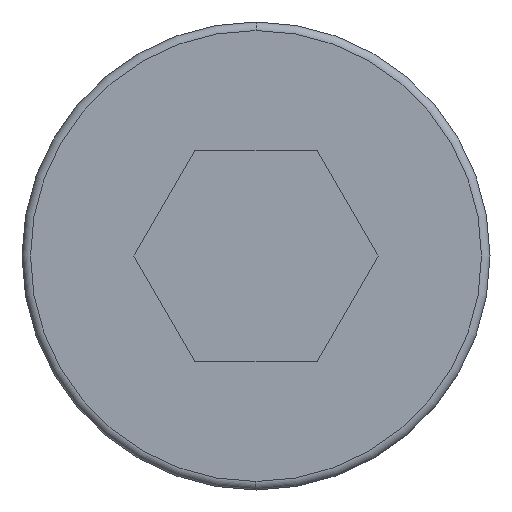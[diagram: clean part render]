
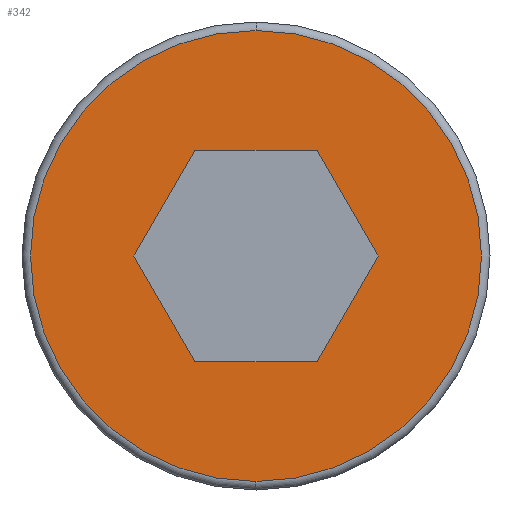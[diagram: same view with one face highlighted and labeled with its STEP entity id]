
A CAD part, left-side view. The second image highlights one B-rep face of the part: STEP entity #342.
In plain terms, the highlighted planar face has unit normal (-1, 0, 0).
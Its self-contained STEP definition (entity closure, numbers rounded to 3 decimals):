
#2 = EDGE_CURVE ( 'NONE', #273, #609, #41, .T. ) ;
#6 = CIRCLE ( 'NONE', #392, 2.65 ) ;
#9 = ORIENTED_EDGE ( 'NONE', *, *, #2, .F. ) ;
#24 = VECTOR ( 'NONE', #601, 1000. ) ;
#36 = CARTESIAN_POINT ( 'NONE',  ( 0., -0.718, -1.243 ) ) ;
#41 = LINE ( 'NONE', #364, #414 ) ;
#42 = ORIENTED_EDGE ( 'NONE', *, *, #101, .T. ) ;
#49 = CIRCLE ( 'NONE', #186, 2.65 ) ;
#52 = VERTEX_POINT ( 'NONE', #144 ) ;
#72 = CARTESIAN_POINT ( 'NONE',  ( 0., 0., 0. ) ) ;
#81 = CARTESIAN_POINT ( 'NONE',  ( 0., 0., 0. ) ) ;
#89 = LINE ( 'NONE', #374, #127 ) ;
#101 = EDGE_CURVE ( 'NONE', #501, #453, #49, .T. ) ;
#103 = CARTESIAN_POINT ( 'NONE',  ( 0., 0., 2.65 ) ) ;
#105 = CARTESIAN_POINT ( 'NONE',  ( 0., -0.718, 1.243 ) ) ;
#117 = VECTOR ( 'NONE', #343, 1000. ) ;
#127 = VECTOR ( 'NONE', #477, 1000. ) ;
#130 = VECTOR ( 'NONE', #223, 1000. ) ;
#132 = DIRECTION ( 'NONE',  ( -1., 0., 0. ) ) ;
#144 = CARTESIAN_POINT ( 'NONE',  ( 0., -0.718, -1.243 ) ) ;
#146 = VERTEX_POINT ( 'NONE', #105 ) ;
#148 = CARTESIAN_POINT ( 'NONE',  ( 0., 0.718, -1.243 ) ) ;
#153 = LINE ( 'NONE', #298, #117 ) ;
#154 = AXIS2_PLACEMENT_3D ( 'NONE', #81, #249, #445 ) ;
#162 = DIRECTION ( 'NONE',  ( 0., 0., 1. ) ) ;
#166 = EDGE_CURVE ( 'NONE', #454, #52, #153, .T. ) ;
#175 = CARTESIAN_POINT ( 'NONE',  ( 0., 1.435, 0. ) ) ;
#186 = AXIS2_PLACEMENT_3D ( 'NONE', #584, #261, #162 ) ;
#195 = EDGE_CURVE ( 'NONE', #52, #514, #292, .T. ) ;
#209 = CARTESIAN_POINT ( 'NONE',  ( 0., -1.435, 0. ) ) ;
#216 = ORIENTED_EDGE ( 'NONE', *, *, #332, .F. ) ;
#223 = DIRECTION ( 'NONE',  ( 0., -0.5, -0.866 ) ) ;
#226 = VECTOR ( 'NONE', #565, 1000. ) ;
#232 = PLANE ( 'NONE',  #154 ) ;
#249 = DIRECTION ( 'NONE',  ( -1., 0., 0. ) ) ;
#250 = EDGE_CURVE ( 'NONE', #609, #454, #473, .T. ) ;
#254 = EDGE_LOOP ( 'NONE', ( #308, #611, #580, #568, #9, #216 ) ) ;
#260 = EDGE_CURVE ( 'NONE', #453, #501, #6, .T. ) ;
#261 = DIRECTION ( 'NONE',  ( -1., 0., 0. ) ) ;
#273 = VERTEX_POINT ( 'NONE', #604 ) ;
#292 = LINE ( 'NONE', #36, #24 ) ;
#298 = CARTESIAN_POINT ( 'NONE',  ( 0., 0.718, -1.243 ) ) ;
#308 = ORIENTED_EDGE ( 'NONE', *, *, #333, .F. ) ;
#324 = DIRECTION ( 'NONE',  ( 0., 0.5, -0.866 ) ) ;
#332 = EDGE_CURVE ( 'NONE', #146, #273, #562, .T. ) ;
#333 = EDGE_CURVE ( 'NONE', #514, #146, #89, .T. ) ;
#342 = ADVANCED_FACE ( 'NONE', ( #484, #344 ), #232, .T. ) ;
#343 = DIRECTION ( 'NONE',  ( 0., -1., 0. ) ) ;
#344 = FACE_BOUND ( 'NONE', #254, .T. ) ;
#346 = ORIENTED_EDGE ( 'NONE', *, *, #260, .T. ) ;
#364 = CARTESIAN_POINT ( 'NONE',  ( 0., 0.718, 1.243 ) ) ;
#374 = CARTESIAN_POINT ( 'NONE',  ( 0., -1.435, 0. ) ) ;
#392 = AXIS2_PLACEMENT_3D ( 'NONE', #72, #132, #469 ) ;
#414 = VECTOR ( 'NONE', #324, 1000. ) ;
#430 = EDGE_LOOP ( 'NONE', ( #42, #346 ) ) ;
#445 = DIRECTION ( 'NONE',  ( 0., 0., 1. ) ) ;
#447 = CARTESIAN_POINT ( 'NONE',  ( 0., 0., -2.65 ) ) ;
#453 = VERTEX_POINT ( 'NONE', #447 ) ;
#454 = VERTEX_POINT ( 'NONE', #148 ) ;
#469 = DIRECTION ( 'NONE',  ( 0., 0., 1. ) ) ;
#473 = LINE ( 'NONE', #175, #130 ) ;
#477 = DIRECTION ( 'NONE',  ( 0., 0.5, 0.866 ) ) ;
#484 = FACE_OUTER_BOUND ( 'NONE', #430, .T. ) ;
#501 = VERTEX_POINT ( 'NONE', #103 ) ;
#507 = CARTESIAN_POINT ( 'NONE',  ( 0., 1.435, 0. ) ) ;
#514 = VERTEX_POINT ( 'NONE', #209 ) ;
#523 = CARTESIAN_POINT ( 'NONE',  ( 0., -0.718, 1.243 ) ) ;
#562 = LINE ( 'NONE', #523, #226 ) ;
#565 = DIRECTION ( 'NONE',  ( 0., 1., 0. ) ) ;
#568 = ORIENTED_EDGE ( 'NONE', *, *, #250, .F. ) ;
#580 = ORIENTED_EDGE ( 'NONE', *, *, #166, .F. ) ;
#584 = CARTESIAN_POINT ( 'NONE',  ( 0., 0., 0. ) ) ;
#601 = DIRECTION ( 'NONE',  ( 0., -0.5, 0.866 ) ) ;
#604 = CARTESIAN_POINT ( 'NONE',  ( 0., 0.718, 1.243 ) ) ;
#609 = VERTEX_POINT ( 'NONE', #507 ) ;
#611 = ORIENTED_EDGE ( 'NONE', *, *, #195, .F. ) ;
